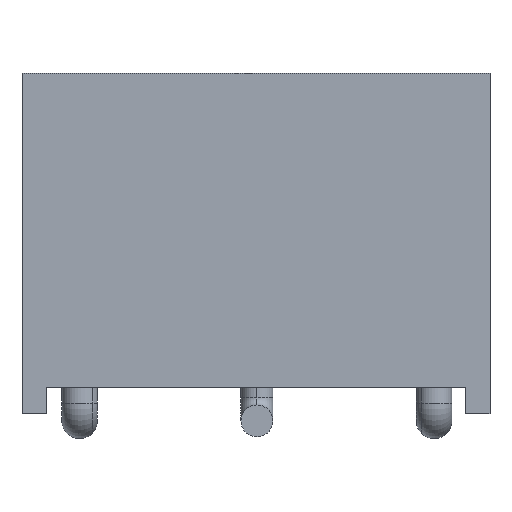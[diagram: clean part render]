
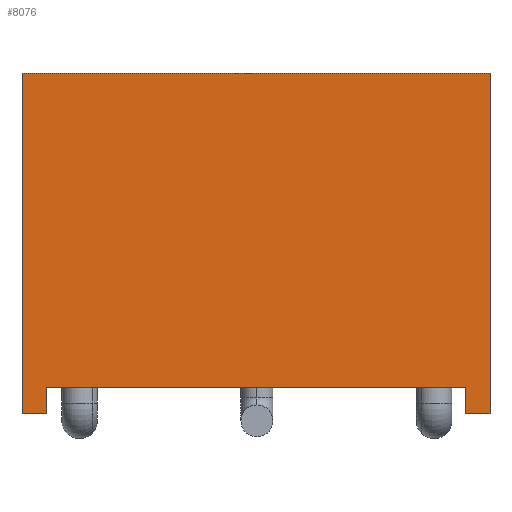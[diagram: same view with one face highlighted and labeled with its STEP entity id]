
A CAD part, front view. The second image highlights one B-rep face of the part: STEP entity #8076.
In plain terms, the highlighted planar face has unit normal (0, -1, 0).
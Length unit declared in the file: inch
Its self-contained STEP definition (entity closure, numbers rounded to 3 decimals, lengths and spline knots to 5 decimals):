
#14=DIRECTION('',(1.,0.,0.));
#15=VECTOR('',#14,0.264);
#16=CARTESIAN_POINT('',(-0.0595,-0.189,0.1126));
#17=LINE('',#16,#15);
#1490=DIRECTION('',(1.,0.,0.));
#1491=VECTOR('',#1490,0.014);
#1492=CARTESIAN_POINT('',(0.1905,-0.189,-0.0794));
#1493=LINE('',#1492,#1491);
#1510=DIRECTION('',(1.,0.,0.));
#1511=VECTOR('',#1510,0.014);
#1512=CARTESIAN_POINT('',(-0.0595,-0.189,-0.0794));
#1513=LINE('',#1512,#1511);
#1570=DIRECTION('',(0.,0.,1.));
#1571=VECTOR('',#1570,0.192);
#1572=CARTESIAN_POINT('',(0.2045,-0.189,-0.0794));
#1573=LINE('',#1572,#1571);
#1586=DIRECTION('',(1.,0.,0.));
#1587=VECTOR('',#1586,0.236);
#1588=CARTESIAN_POINT('',(-0.0455,-0.189,-0.0644));
#1589=LINE('',#1588,#1587);
#1590=DIRECTION('',(0.,0.,1.));
#1591=VECTOR('',#1590,0.015);
#1592=CARTESIAN_POINT('',(-0.0455,-0.189,-0.0794));
#1593=LINE('',#1592,#1591);
#1594=DIRECTION('',(0.,0.,1.));
#1595=VECTOR('',#1594,0.192);
#1596=CARTESIAN_POINT('',(-0.0595,-0.189,-0.0794));
#1597=LINE('',#1596,#1595);
#1598=DIRECTION('',(0.,0.,1.));
#1599=VECTOR('',#1598,0.015);
#1600=CARTESIAN_POINT('',(0.1905,-0.189,-0.0794));
#1601=LINE('',#1600,#1599);
#5274=CARTESIAN_POINT('',(-0.0595,-0.189,0.1126));
#5275=CARTESIAN_POINT('',(0.2045,-0.189,0.1126));
#5276=VERTEX_POINT('',#5274);
#5277=VERTEX_POINT('',#5275);
#5278=CARTESIAN_POINT('',(0.2045,-0.189,-0.0794));
#5279=VERTEX_POINT('',#5278);
#5280=CARTESIAN_POINT('',(-0.0595,-0.189,-0.0794));
#5281=VERTEX_POINT('',#5280);
#5286=CARTESIAN_POINT('',(0.1905,-0.189,-0.0794));
#5287=VERTEX_POINT('',#5286);
#5288=CARTESIAN_POINT('',(-0.0455,-0.189,-0.0794));
#5290=VERTEX_POINT('',#5288);
#5322=CARTESIAN_POINT('',(-0.0455,-0.189,-0.0644));
#5323=CARTESIAN_POINT('',(0.1905,-0.189,-0.0644));
#5324=VERTEX_POINT('',#5322);
#5325=VERTEX_POINT('',#5323);
#8059=CARTESIAN_POINT('',(-0.0595,-0.189,-0.0794));
#8060=DIRECTION('',(0.,-1.,0.));
#8061=DIRECTION('',(1.,0.,0.));
#8062=AXIS2_PLACEMENT_3D('',#8059,#8060,#8061);
#8063=PLANE('',#8062);
#8064=ORIENTED_EDGE('',*,*,#7665,.F.);
#8066=ORIENTED_EDGE('',*,*,#8065,.F.);
#8067=ORIENTED_EDGE('',*,*,#7949,.F.);
#8068=ORIENTED_EDGE('',*,*,#7591,.T.);
#8069=ORIENTED_EDGE('',*,*,#6887,.T.);
#8070=ORIENTED_EDGE('',*,*,#8015,.F.);
#8071=ORIENTED_EDGE('',*,*,#7932,.F.);
#8073=ORIENTED_EDGE('',*,*,#8072,.T.);
#8074=EDGE_LOOP('',(#8064,#8066,#8067,#8068,#8069,#8070,#8071,#8073));
#8075=FACE_OUTER_BOUND('',#8074,.F.);
#8076=ADVANCED_FACE('',(#8075),#8063,.T.);
#6887=EDGE_CURVE('',#5276,#5277,#17,.T.);
#7591=EDGE_CURVE('',#5281,#5276,#1597,.T.);
#7665=EDGE_CURVE('',#5324,#5325,#1589,.T.);
#7932=EDGE_CURVE('',#5287,#5279,#1493,.T.);
#7949=EDGE_CURVE('',#5281,#5290,#1513,.T.);
#8015=EDGE_CURVE('',#5279,#5277,#1573,.T.);
#8065=EDGE_CURVE('',#5290,#5324,#1593,.T.);
#8072=EDGE_CURVE('',#5287,#5325,#1601,.T.);
